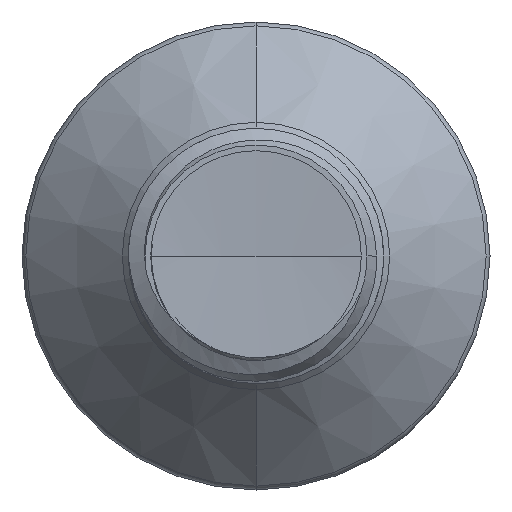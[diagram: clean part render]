
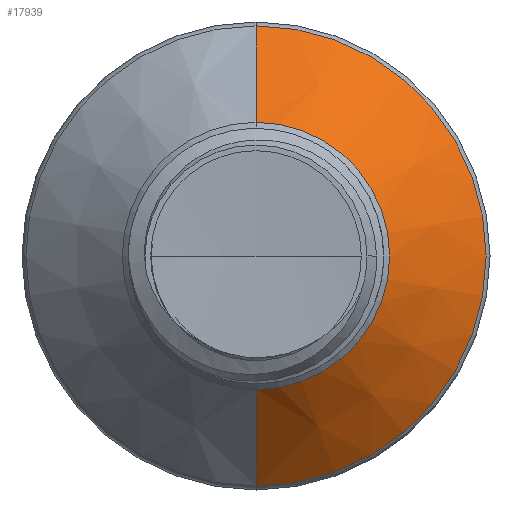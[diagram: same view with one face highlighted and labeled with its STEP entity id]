
A CAD part, front view. The second image highlights one B-rep face of the part: STEP entity #17939.
In plain terms, the highlighted conical face has half-angle 45 degrees and reference radius 1.571 mm.
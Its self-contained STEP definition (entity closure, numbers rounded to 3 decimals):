
#930 = VECTOR ( 'NONE', #2486, 1000. ) ;
#2486 = DIRECTION ( 'NONE',  ( 0., 0.707, -0.707 ) ) ;
#3575 = ORIENTED_EDGE ( 'NONE', *, *, #20111, .T. ) ;
#3588 = ORIENTED_EDGE ( 'NONE', *, *, #17722, .T. ) ;
#3641 = ORIENTED_EDGE ( 'NONE', *, *, #20384, .F. ) ;
#3662 = ORIENTED_EDGE ( 'NONE', *, *, #8069, .F. ) ;
#3915 = CARTESIAN_POINT ( 'NONE',  ( 0., 7.293, 0. ) ) ;
#4412 = CONICAL_SURFACE ( 'NONE', #9330, 1.571, 0.785 ) ;
#5346 = VERTEX_POINT ( 'NONE', #6203 ) ;
#5997 = DIRECTION ( 'NONE',  ( 0., 0., 1. ) ) ;
#6203 = CARTESIAN_POINT ( 'NONE',  ( 0., 7.293, 1.571 ) ) ;
#7161 = AXIS2_PLACEMENT_3D ( 'NONE', #10067, #22615, #11972 ) ;
#7477 = EDGE_LOOP ( 'NONE', ( #3575, #3588, #3641, #3662 ) ) ;
#8069 = EDGE_CURVE ( 'NONE', #5346, #17773, #18916, .T. ) ;
#9330 = AXIS2_PLACEMENT_3D ( 'NONE', #21369, #10582, #23100 ) ;
#9861 = VERTEX_POINT ( 'NONE', #10082 ) ;
#10067 = CARTESIAN_POINT ( 'NONE',  ( 0., 8.427, 0. ) ) ;
#10082 = CARTESIAN_POINT ( 'NONE',  ( 0., 8.427, -2.704 ) ) ;
#10582 = DIRECTION ( 'NONE',  ( 0., 1., 0. ) ) ;
#11972 = DIRECTION ( 'NONE',  ( 0., 0., 1. ) ) ;
#12667 = CIRCLE ( 'NONE', #7161, 2.704 ) ;
#13270 = LINE ( 'NONE', #21216, #930 ) ;
#14190 = VECTOR ( 'NONE', #22042, 1000. ) ;
#16679 = CARTESIAN_POINT ( 'NONE',  ( 0., 7.293, 1.571 ) ) ;
#17147 = CARTESIAN_POINT ( 'NONE',  ( 0., 7.293, -1.571 ) ) ;
#17264 = DIRECTION ( 'NONE',  ( 0., 1., 0. ) ) ;
#17722 = EDGE_CURVE ( 'NONE', #22087, #9861, #13270, .T. ) ;
#17773 = VERTEX_POINT ( 'NONE', #21296 ) ;
#17939 = ADVANCED_FACE ( 'NONE', ( #23961 ), #4412, .T. ) ;
#18916 = LINE ( 'NONE', #16679, #14190 ) ;
#20111 = EDGE_CURVE ( 'NONE', #5346, #22087, #22091, .T. ) ;
#20384 = EDGE_CURVE ( 'NONE', #17773, #9861, #12667, .T. ) ;
#21216 = CARTESIAN_POINT ( 'NONE',  ( 0., 7.293, -1.571 ) ) ;
#21296 = CARTESIAN_POINT ( 'NONE',  ( 0., 8.427, 2.704 ) ) ;
#21369 = CARTESIAN_POINT ( 'NONE',  ( 0., 7.293, 0. ) ) ;
#22042 = DIRECTION ( 'NONE',  ( 0., 0.707, 0.707 ) ) ;
#22087 = VERTEX_POINT ( 'NONE', #17147 ) ;
#22091 = CIRCLE ( 'NONE', #22266, 1.571 ) ;
#22266 = AXIS2_PLACEMENT_3D ( 'NONE', #3915, #17264, #5997 ) ;
#22615 = DIRECTION ( 'NONE',  ( 0., 1., 0. ) ) ;
#23100 = DIRECTION ( 'NONE',  ( 0., 0., 1. ) ) ;
#23961 = FACE_OUTER_BOUND ( 'NONE', #7477, .T. ) ;
